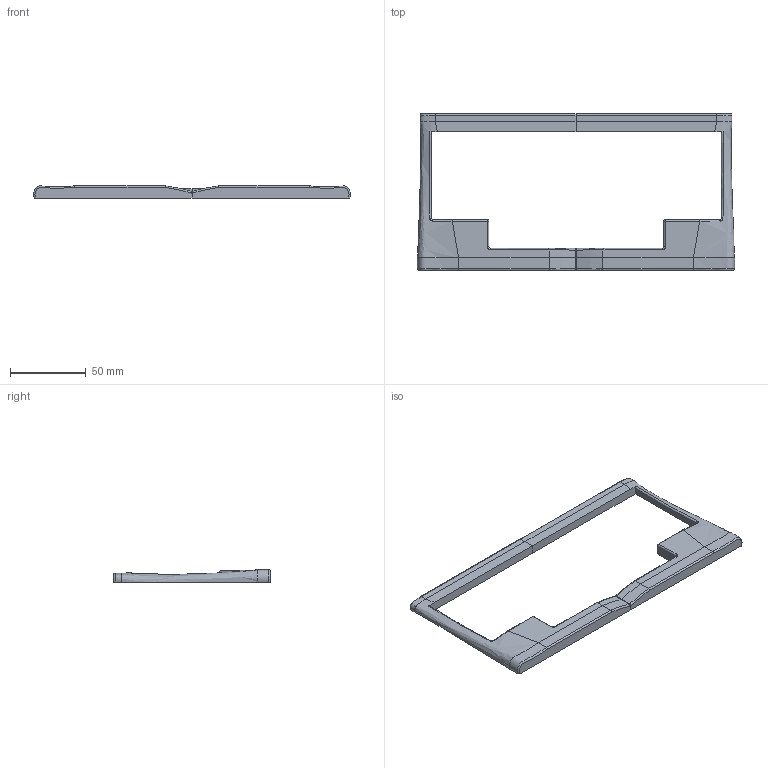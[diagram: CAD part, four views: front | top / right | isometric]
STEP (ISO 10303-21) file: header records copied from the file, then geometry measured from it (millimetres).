
FILE_DESCRIPTION(/* description */ (''),/* implementation_level */ '2;1');
FILE_NAME(/* name */ 'Willy Fluke case_top.step',/* time_stamp */ '2023-11-28T16:15:24-08:00',/* author */ (''),/* organization */ (''),/* preprocessor_version */ 'ST-DEVELOPER v20',/* originating_system */ 'Autodesk Translation Framework v12.14.0.127',/* authorisation */ '');
FILE_SCHEMA (('AUTOMOTIVE_DESIGN { 1 0 10303 214 3 1 1 }'));
Length unit declared in the file: millimetre
Products named in the file (3): Fluke; Component20; Component20(Mirror)
Assembly tree (2 placements, depth 2):
  Fluke
    Component20
    Component20(Mirror)
Bounding box: 209.23 x 103.5 x 8 mm (x, y, z)
Volume: 53076 mm3; surface area: 23543.5 mm2
Topology: 2 solids, 2 shells, 100 faces, 234 edges, 148 vertices
Faces by surface type: plane 38, bspline 30, cylinder 28, sphere 2, torus 2
Full cylindrical faces by diameter (mm): 3.2 x10
Entity records: 5878 total; most frequent: CARTESIAN_POINT 3698, ORIENTED_EDGE 468, DIRECTION 348, EDGE_CURVE 234, VERTEX_POINT 148, AXIS2_PLACEMENT_3D 127, EDGE_LOOP 110, FACE_OUTER_BOUND 100
